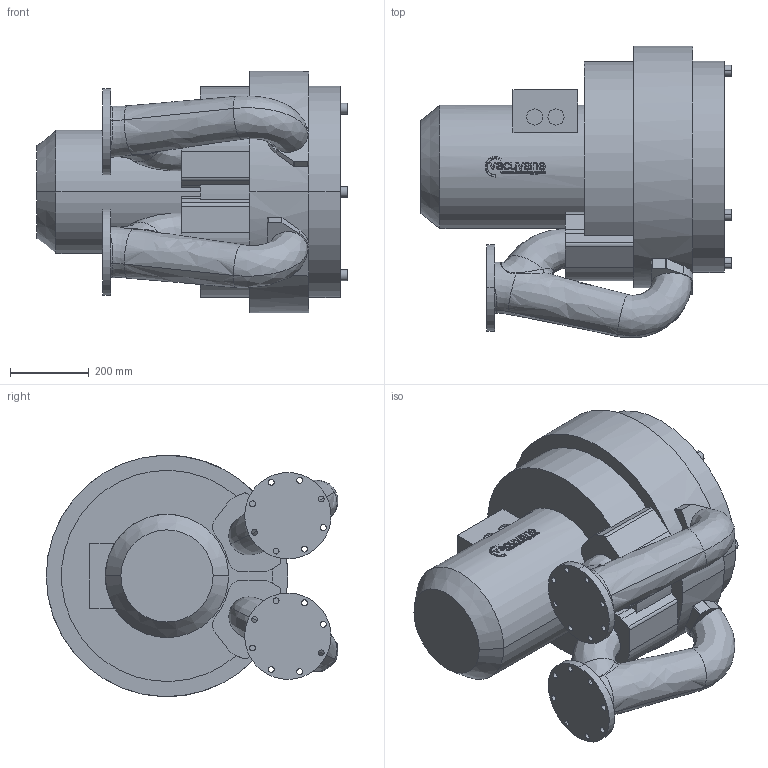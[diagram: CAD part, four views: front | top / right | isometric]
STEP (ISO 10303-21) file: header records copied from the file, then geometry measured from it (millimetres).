
FILE_DESCRIPTION((''),'2;1');
FILE_NAME('VSC2050_2PT152_Z','2015-03-03T',('rnennstiel'),('vacuvane vacuum technology gmbh'),'PRO/ENGINEER BY PARAMETRIC TECHNOLOGY CORPORATION, 2010140','PRO/ENGINEER BY PARAMETRIC TECHNOLOGY CORPORATION, 2010140','');
FILE_SCHEMA(('AUTOMOTIVE_DESIGN_CC2 { 1 2 10303 214 -1 1 5 2 }'));
Length unit declared in the file: millimetre
Products named in the file (1): VSC2050_2PT152_Z
Bounding box: 791 x 742.43 x 614.78 mm (x, y, z)
Volume: 130897212.6 mm3; surface area: 2920369.7 mm2
Topology: 3 solids, 8 shells, 931 faces, 2520 edges, 1659 vertices
Faces by surface type: extrusion 414, plane 303, cylinder 152, bspline 52, cone 10
Entity records: 39482 total; most frequent: CARTESIAN_POINT 17617, ORIENTED_EDGE 5000, DIRECTION 3155, EDGE_CURVE 2512, VERTEX_POINT 1659, VECTOR 1523, B_SPLINE_CURVE_WITH_KNOTS 1467, LINE 1109
